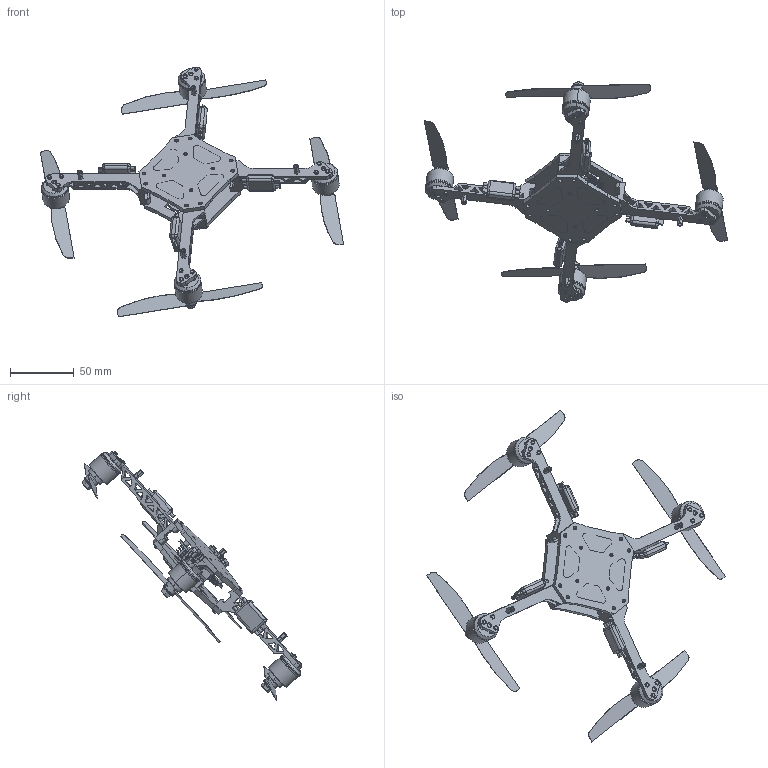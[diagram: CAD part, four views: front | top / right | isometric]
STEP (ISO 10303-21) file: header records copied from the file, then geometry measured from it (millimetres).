
FILE_DESCRIPTION(('FreeCAD Model'),'2;1');
FILE_NAME('Open CASCADE Shape Model','2025-04-26T21:49:23',('FreeCAD'),( 'FreeCAD'),'Open CASCADE STEP processor 7.6','FreeCAD','Unknown');
FILE_SCHEMA(('AUTOMOTIVE_DESIGN { 1 0 10303 214 1 1 1 1 }'));
Products named in the file (1): Open CASCADE STEP translator 7.6 1
Bounding box: 237.26 x 171.98 x 195.43 mm (x, y, z)
Volume: 81247.9 mm3; surface area: 81213.6 mm2
Topology: 63 solids, 67 shells, 3196 faces, 7918 edges, 4976 vertices
Faces by surface type: bspline 3196
Entity records: 92964 total; most frequent: CARTESIAN_POINT 46785, ORIENTED_EDGE 15676, EDGE_CURVE 7838, B_SPLINE_CURVE_WITH_KNOTS 5290, VERTEX_POINT 4952, FACE_BOUND 3662, EDGE_LOOP 3662, ADVANCED_FACE 3196
